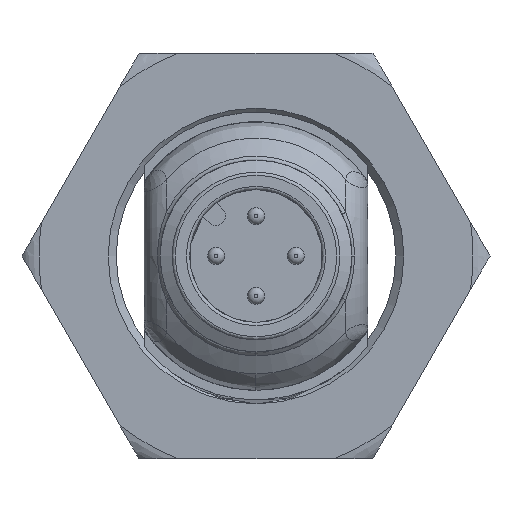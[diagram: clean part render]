
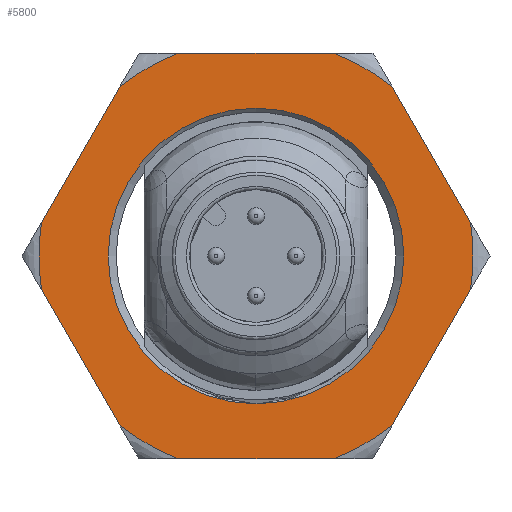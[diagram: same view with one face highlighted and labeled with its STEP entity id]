
A CAD part, left-side view. The second image highlights one B-rep face of the part: STEP entity #5800.
In plain terms, the highlighted planar face has unit normal (-1, 0, 0).
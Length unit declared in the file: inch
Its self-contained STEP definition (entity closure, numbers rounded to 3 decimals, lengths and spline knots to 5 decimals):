
#328 = AXIS2_PLACEMENT_3D ( 'NONE', #6527, #2117, #4388 ) ;
#340 = CARTESIAN_POINT ( 'NONE',  ( 0.23447, 0., 0. ) ) ;
#382 = CARTESIAN_POINT ( 'NONE',  ( 0.23447, 0.52854, -0.08297 ) ) ;
#547 = AXIS2_PLACEMENT_3D ( 'NONE', #6150, #1720, #4961 ) ;
#921 = VECTOR ( 'NONE', #1667, 39.37008 ) ;
#1032 = CIRCLE ( 'NONE', #4582, 0.53501 ) ;
#1113 = CIRCLE ( 'NONE', #3975, 0.53501 ) ;
#1271 = LINE ( 'NONE', #3465, #921 ) ;
#1305 = CARTESIAN_POINT ( 'NONE',  ( 0.23447, -0.43233, -0.24961 ) ) ;
#1342 = LINE ( 'NONE', #1305, #1826 ) ;
#1417 = EDGE_CURVE ( 'NONE', #1860, #5288, #5123, .T. ) ;
#1523 = VERTEX_POINT ( 'NONE', #3657 ) ;
#1545 = CARTESIAN_POINT ( 'NONE',  ( 0.23447, -0.43233, 0.24961 ) ) ;
#1658 = EDGE_CURVE ( 'NONE', #4595, #4199, #1878, .T. ) ;
#1667 = DIRECTION ( 'NONE',  ( 0., 1., 0. ) ) ;
#1720 = DIRECTION ( 'NONE',  ( -1., 0., 0. ) ) ;
#1738 = DIRECTION ( 'NONE',  ( -1., 0., 0. ) ) ;
#1774 = DIRECTION ( 'NONE',  ( -1., 0., 0. ) ) ;
#1804 = PLANE ( 'NONE',  #2165 ) ;
#1806 = CIRCLE ( 'NONE', #547, 0.53501 ) ;
#1826 = VECTOR ( 'NONE', #4697, 39.37008 ) ;
#1830 = EDGE_CURVE ( 'NONE', #3596, #2119, #1113, .T. ) ;
#1860 = VERTEX_POINT ( 'NONE', #382 ) ;
#1878 = LINE ( 'NONE', #4003, #6538 ) ;
#1930 = CIRCLE ( 'NONE', #328, 0.53501 ) ;
#1975 = EDGE_CURVE ( 'NONE', #2119, #1523, #4251, .T. ) ;
#1986 = DIRECTION ( 'NONE',  ( 0., 0.5, 0.866 ) ) ;
#2027 = ORIENTED_EDGE ( 'NONE', *, *, #4466, .T. ) ;
#2084 = VERTEX_POINT ( 'NONE', #5797 ) ;
#2117 = DIRECTION ( 'NONE',  ( -1., 0., 0. ) ) ;
#2119 = VERTEX_POINT ( 'NONE', #2449 ) ;
#2165 = AXIS2_PLACEMENT_3D ( 'NONE', #4574, #2570, #6940 ) ;
#2241 = LINE ( 'NONE', #4371, #6794 ) ;
#2296 = CIRCLE ( 'NONE', #6338, 0.36417 ) ;
#2449 = CARTESIAN_POINT ( 'NONE',  ( 0.23447, -0.52854, 0.08297 ) ) ;
#2476 = EDGE_LOOP ( 'NONE', ( #6883 ) ) ;
#2515 = ORIENTED_EDGE ( 'NONE', *, *, #6156, .T. ) ;
#2518 = AXIS2_PLACEMENT_3D ( 'NONE', #6724, #1774, #6180 ) ;
#2570 = DIRECTION ( 'NONE',  ( 1., 0., 0. ) ) ;
#2884 = FACE_OUTER_BOUND ( 'NONE', #6397, .T. ) ;
#2921 = DIRECTION ( 'NONE',  ( 0., -1., 0. ) ) ;
#3007 = CARTESIAN_POINT ( 'NONE',  ( 0.23447, -0.19241, -0.49921 ) ) ;
#3116 = CARTESIAN_POINT ( 'NONE',  ( 0.23447, 0., 0. ) ) ;
#3158 = EDGE_CURVE ( 'NONE', #2084, #7041, #1806, .T. ) ;
#3214 = ORIENTED_EDGE ( 'NONE', *, *, #1975, .T. ) ;
#3371 = ORIENTED_EDGE ( 'NONE', *, *, #5927, .T. ) ;
#3433 = DIRECTION ( 'NONE',  ( 0., 0., 1. ) ) ;
#3465 = CARTESIAN_POINT ( 'NONE',  ( 0.23447, 0., 0.49921 ) ) ;
#3588 = VERTEX_POINT ( 'NONE', #6113 ) ;
#3596 = VERTEX_POINT ( 'NONE', #7092 ) ;
#3657 = CARTESIAN_POINT ( 'NONE',  ( 0.23447, -0.33612, 0.41624 ) ) ;
#3693 = DIRECTION ( 'NONE',  ( -1., 0., 0. ) ) ;
#3728 = VERTEX_POINT ( 'NONE', #4484 ) ;
#3842 = CARTESIAN_POINT ( 'NONE',  ( 0.23447, 0., -0.36417 ) ) ;
#3975 = AXIS2_PLACEMENT_3D ( 'NONE', #3116, #5369, #4730 ) ;
#4003 = CARTESIAN_POINT ( 'NONE',  ( 0.23447, 0., -0.49921 ) ) ;
#4088 = ORIENTED_EDGE ( 'NONE', *, *, #1658, .T. ) ;
#4199 = VERTEX_POINT ( 'NONE', #3007 ) ;
#4251 = LINE ( 'NONE', #1545, #7108 ) ;
#4312 = VERTEX_POINT ( 'NONE', #3842 ) ;
#4371 = CARTESIAN_POINT ( 'NONE',  ( 0.23447, 0.43233, 0.24961 ) ) ;
#4388 = DIRECTION ( 'NONE',  ( 0., 0., 1. ) ) ;
#4463 = EDGE_CURVE ( 'NONE', #3728, #2084, #1271, .T. ) ;
#4466 = EDGE_CURVE ( 'NONE', #5288, #4595, #1032, .T. ) ;
#4484 = CARTESIAN_POINT ( 'NONE',  ( 0.23447, -0.19241, 0.49921 ) ) ;
#4530 = CARTESIAN_POINT ( 'NONE',  ( 0.23447, 0.19241, -0.49921 ) ) ;
#4574 = CARTESIAN_POINT ( 'NONE',  ( 0.23447, 0., 0. ) ) ;
#4582 = AXIS2_PLACEMENT_3D ( 'NONE', #5659, #1738, #3433 ) ;
#4595 = VERTEX_POINT ( 'NONE', #4530 ) ;
#4697 = DIRECTION ( 'NONE',  ( 0., -0.5, 0.866 ) ) ;
#4730 = DIRECTION ( 'NONE',  ( 0., 0., 1. ) ) ;
#4764 = ORIENTED_EDGE ( 'NONE', *, *, #1830, .T. ) ;
#4842 = DIRECTION ( 'NONE',  ( 0., 0., 1. ) ) ;
#4877 = CARTESIAN_POINT ( 'NONE',  ( 0.23447, 0., 0. ) ) ;
#4960 = VERTEX_POINT ( 'NONE', #6990 ) ;
#4961 = DIRECTION ( 'NONE',  ( 0., 0., 1. ) ) ;
#4966 = EDGE_CURVE ( 'NONE', #1523, #3728, #7021, .T. ) ;
#5123 = LINE ( 'NONE', #5200, #5703 ) ;
#5126 = ORIENTED_EDGE ( 'NONE', *, *, #4966, .T. ) ;
#5166 = ORIENTED_EDGE ( 'NONE', *, *, #1417, .T. ) ;
#5200 = CARTESIAN_POINT ( 'NONE',  ( 0.23447, 0.43233, -0.24961 ) ) ;
#5261 = DIRECTION ( 'NONE',  ( 0., 0., -1. ) ) ;
#5288 = VERTEX_POINT ( 'NONE', #5586 ) ;
#5369 = DIRECTION ( 'NONE',  ( -1., 0., 0. ) ) ;
#5387 = AXIS2_PLACEMENT_3D ( 'NONE', #4877, #3693, #4842 ) ;
#5407 = EDGE_CURVE ( 'NONE', #4960, #3596, #1342, .T. ) ;
#5586 = CARTESIAN_POINT ( 'NONE',  ( 0.23447, 0.33612, -0.41624 ) ) ;
#5647 = ORIENTED_EDGE ( 'NONE', *, *, #4463, .T. ) ;
#5659 = CARTESIAN_POINT ( 'NONE',  ( 0.23447, 0., 0. ) ) ;
#5666 = DIRECTION ( 'NONE',  ( 0., -0.5, -0.866 ) ) ;
#5703 = VECTOR ( 'NONE', #5666, 39.37008 ) ;
#5716 = CARTESIAN_POINT ( 'NONE',  ( 0.23447, 0.33612, 0.41624 ) ) ;
#5797 = CARTESIAN_POINT ( 'NONE',  ( 0.23447, 0.19241, 0.49921 ) ) ;
#5800 = ADVANCED_FACE ( 'NONE', ( #6747, #2884 ), #1804, .F. ) ;
#5804 = DIRECTION ( 'NONE',  ( 1., 0., 0. ) ) ;
#5855 = CIRCLE ( 'NONE', #2518, 0.53501 ) ;
#5927 = EDGE_CURVE ( 'NONE', #4199, #4960, #1930, .T. ) ;
#6113 = CARTESIAN_POINT ( 'NONE',  ( 0.23447, 0.52854, 0.08297 ) ) ;
#6150 = CARTESIAN_POINT ( 'NONE',  ( 0.23447, 0., 0. ) ) ;
#6156 = EDGE_CURVE ( 'NONE', #3588, #1860, #5855, .T. ) ;
#6180 = DIRECTION ( 'NONE',  ( 0., 0., 1. ) ) ;
#6338 = AXIS2_PLACEMENT_3D ( 'NONE', #340, #5804, #5261 ) ;
#6397 = EDGE_LOOP ( 'NONE', ( #5647, #6773, #6488, #2515, #5166, #2027, #4088, #3371, #6574, #4764, #3214, #5126 ) ) ;
#6434 = EDGE_CURVE ( 'NONE', #7041, #3588, #2241, .T. ) ;
#6488 = ORIENTED_EDGE ( 'NONE', *, *, #6434, .T. ) ;
#6527 = CARTESIAN_POINT ( 'NONE',  ( 0.23447, 0., 0. ) ) ;
#6538 = VECTOR ( 'NONE', #2921, 39.37008 ) ;
#6574 = ORIENTED_EDGE ( 'NONE', *, *, #5407, .T. ) ;
#6646 = DIRECTION ( 'NONE',  ( 0., 0.5, -0.866 ) ) ;
#6647 = EDGE_CURVE ( 'NONE', #4312, #4312, #2296, .T. ) ;
#6724 = CARTESIAN_POINT ( 'NONE',  ( 0.23447, 0., 0. ) ) ;
#6747 = FACE_BOUND ( 'NONE', #2476, .T. ) ;
#6773 = ORIENTED_EDGE ( 'NONE', *, *, #3158, .T. ) ;
#6794 = VECTOR ( 'NONE', #6646, 39.37008 ) ;
#6883 = ORIENTED_EDGE ( 'NONE', *, *, #6647, .T. ) ;
#6940 = DIRECTION ( 'NONE',  ( 0., 0., 1. ) ) ;
#6990 = CARTESIAN_POINT ( 'NONE',  ( 0.23447, -0.33612, -0.41624 ) ) ;
#7021 = CIRCLE ( 'NONE', #5387, 0.53501 ) ;
#7041 = VERTEX_POINT ( 'NONE', #5716 ) ;
#7092 = CARTESIAN_POINT ( 'NONE',  ( 0.23447, -0.52854, -0.08297 ) ) ;
#7108 = VECTOR ( 'NONE', #1986, 39.37008 ) ;
